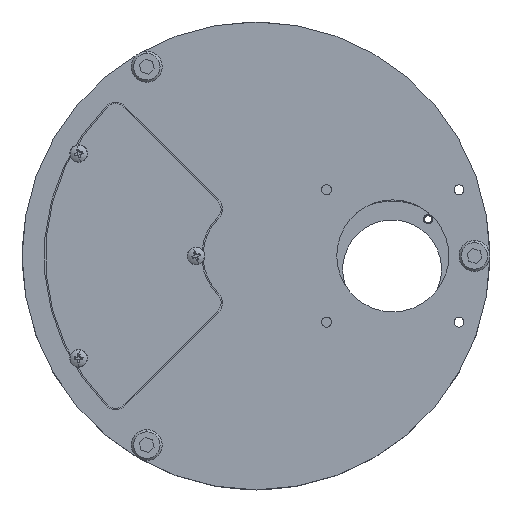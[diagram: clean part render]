
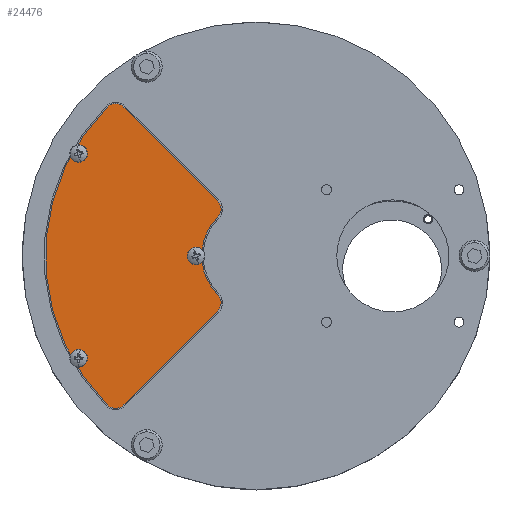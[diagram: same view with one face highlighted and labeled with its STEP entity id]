
A CAD part, top view. The second image highlights one B-rep face of the part: STEP entity #24476.
In plain terms, the highlighted planar face has unit normal (0, 0, 1).
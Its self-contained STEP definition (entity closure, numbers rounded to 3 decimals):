
#14448 = DIRECTION ( 'NONE',  ( 0., -1., 0. ) ) ;
#14449 = DIRECTION ( 'NONE',  ( 0., 0., 1. ) ) ;
#14450 = CARTESIAN_POINT ( 'NONE',  ( -19.355, 43.136, 60.361 ) ) ;
#14451 = AXIS2_PLACEMENT_3D ( 'NONE', #14450, #14449, #14448 ) ;
#14452 = CIRCLE ( 'NONE', #14451, 2.7 ) ;
#14453 = CARTESIAN_POINT ( 'NONE',  ( -17.445, 45.045, 60.361 ) ) ;
#14454 = DIRECTION ( 'NONE',  ( -0.707, 0.707, 0. ) ) ;
#14455 = VECTOR ( 'NONE', #14454, 1000. ) ;
#14456 = CARTESIAN_POINT ( 'NONE',  ( 3.768, 23.832, 60.361 ) ) ;
#14462 = LINE ( 'NONE', #14456, #14455 ) ;
#14479 = CARTESIAN_POINT ( 'NONE',  ( -27.718, 34.516, 60.361 ) ) ;
#14480 = CARTESIAN_POINT ( 'NONE',  ( -27.718, 35.616, 60.361 ) ) ;
#14481 = CARTESIAN_POINT ( 'NONE',  ( -27.718, 33.416, 60.361 ) ) ;
#14482 = DIRECTION ( 'NONE',  ( 0., -1., 0. ) ) ;
#14483 = DIRECTION ( 'NONE',  ( 0., 0., 1. ) ) ;
#14484 = AXIS2_PLACEMENT_3D ( 'NONE', #14491, #14483, #14482 ) ;
#14485 = CIRCLE ( 'NONE', #14484, 1.1 ) ;
#14486 = DIRECTION ( 'NONE',  ( 0., -1., 0. ) ) ;
#14487 = DIRECTION ( 'NONE',  ( 0., 0., 1. ) ) ;
#14488 = CARTESIAN_POINT ( 'NONE',  ( -1.135, 11.316, 60.361 ) ) ;
#14489 = AXIS2_PLACEMENT_3D ( 'NONE', #14488, #14487, #14486 ) ;
#14490 = CIRCLE ( 'NONE', #14489, 1.1 ) ;
#14491 = CARTESIAN_POINT ( 'NONE',  ( -27.718, 34.516, 60.361 ) ) ;
#14492 = CARTESIAN_POINT ( 'NONE',  ( -1.135, 12.416, 60.361 ) ) ;
#14493 = CARTESIAN_POINT ( 'NONE',  ( -1.135, 10.216, 60.361 ) ) ;
#14494 = DIRECTION ( 'NONE',  ( 0., -1., 0. ) ) ;
#14495 = DIRECTION ( 'NONE',  ( 0., 0., 1. ) ) ;
#14496 = CARTESIAN_POINT ( 'NONE',  ( -1.135, 11.316, 60.361 ) ) ;
#14497 = AXIS2_PLACEMENT_3D ( 'NONE', #14496, #14495, #14494 ) ;
#14498 = CIRCLE ( 'NONE', #14497, 1.1 ) ;
#14499 = CARTESIAN_POINT ( 'NONE',  ( -17.445, -22.413, 60.361 ) ) ;
#14500 = DIRECTION ( 'NONE',  ( 0., 1., 0. ) ) ;
#14501 = DIRECTION ( 'NONE',  ( 0., 0., 1. ) ) ;
#14502 = CARTESIAN_POINT ( 'NONE',  ( -19.355, -20.504, 60.361 ) ) ;
#14503 = AXIS2_PLACEMENT_3D ( 'NONE', #14502, #14501, #14500 ) ;
#14504 = CIRCLE ( 'NONE', #14503, 2.7 ) ;
#14505 = CARTESIAN_POINT ( 'NONE',  ( -21.264, -22.413, 60.361 ) ) ;
#14506 = DIRECTION ( 'NONE',  ( 0., -1., 0. ) ) ;
#14507 = DIRECTION ( 'NONE',  ( 0., 0., 1. ) ) ;
#14508 = CARTESIAN_POINT ( 'NONE',  ( 12.465, 11.316, 60.361 ) ) ;
#14509 = AXIS2_PLACEMENT_3D ( 'NONE', #14508, #14507, #14506 ) ;
#14510 = CIRCLE ( 'NONE', #14509, 47.7 ) ;
#14511 = DIRECTION ( 'NONE',  ( 0., 0., 1. ) ) ;
#14512 = AXIS2_PLACEMENT_3D ( 'NONE', #14518, #14511, #14574 ) ;
#14513 = CIRCLE ( 'NONE', #14512, 2.7 ) ;
#14518 = CARTESIAN_POINT ( 'NONE',  ( -19.355, 43.136, 60.361 ) ) ;
#14535 = DIRECTION ( 'NONE',  ( 0., -1., 0. ) ) ;
#14536 = DIRECTION ( 'NONE',  ( 0., 0., 1. ) ) ;
#14537 = AXIS2_PLACEMENT_3D ( 'NONE', #14479, #14536, #14535 ) ;
#14538 = CIRCLE ( 'NONE', #14537, 1.1 ) ;
#14552 = FACE_BOUND ( 'NONE', #24508, .T. ) ;
#14553 = FACE_OUTER_BOUND ( 'NONE', #24460, .T. ) ;
#14554 = FACE_BOUND ( 'NONE', #24453, .T. ) ;
#14555 = FACE_BOUND ( 'NONE', #24477, .T. ) ;
#14572 = CARTESIAN_POINT ( 'NONE',  ( -21.264, 45.045, 60.361 ) ) ;
#14573 = CARTESIAN_POINT ( 'NONE',  ( -19.355, 45.836, 60.361 ) ) ;
#14574 = DIRECTION ( 'NONE',  ( 0., -1., 0. ) ) ;
#14595 = DIRECTION ( 'NONE',  ( 0., 1., 0. ) ) ;
#14596 = DIRECTION ( 'NONE',  ( 0., 0., -1. ) ) ;
#14597 = CARTESIAN_POINT ( 'NONE',  ( 1.859, 21.923, 60.361 ) ) ;
#14598 = AXIS2_PLACEMENT_3D ( 'NONE', #14597, #14596, #14595 ) ;
#14599 = PLANE ( 'NONE',  #14598 ) ;
#14662 = DIRECTION ( 'NONE',  ( 0., 0., -1. ) ) ;
#14663 = CARTESIAN_POINT ( 'NONE',  ( 12.465, 11.316, 60.361 ) ) ;
#14664 = AXIS2_PLACEMENT_3D ( 'NONE', #14663, #14662, #14718 ) ;
#14665 = CIRCLE ( 'NONE', #14664, 12.3 ) ;
#14666 = CARTESIAN_POINT ( 'NONE',  ( 3.768, 2.619, 60.361 ) ) ;
#14667 = DIRECTION ( 'NONE',  ( 0., -1., 0. ) ) ;
#14668 = DIRECTION ( 'NONE',  ( 0., 0., 1. ) ) ;
#14669 = CARTESIAN_POINT ( 'NONE',  ( 1.859, 0.709, 60.361 ) ) ;
#14670 = AXIS2_PLACEMENT_3D ( 'NONE', #14669, #14668, #14667 ) ;
#14671 = CIRCLE ( 'NONE', #14670, 2.7 ) ;
#14672 = CARTESIAN_POINT ( 'NONE',  ( 3.768, -1.2, 60.361 ) ) ;
#14673 = DIRECTION ( 'NONE',  ( 0.707, 0.707, 0. ) ) ;
#14674 = VECTOR ( 'NONE', #14673, 1000. ) ;
#14675 = CARTESIAN_POINT ( 'NONE',  ( -17.445, -22.413, 60.361 ) ) ;
#14676 = LINE ( 'NONE', #14675, #14674 ) ;
#14699 = CARTESIAN_POINT ( 'NONE',  ( 3.768, 23.832, 60.361 ) ) ;
#14700 = CARTESIAN_POINT ( 'NONE',  ( 3.768, 20.014, 60.361 ) ) ;
#14701 = DIRECTION ( 'NONE',  ( 0., 1., 0. ) ) ;
#14702 = DIRECTION ( 'NONE',  ( 0., 0., 1. ) ) ;
#14703 = CARTESIAN_POINT ( 'NONE',  ( 1.859, 21.923, 60.361 ) ) ;
#14704 = AXIS2_PLACEMENT_3D ( 'NONE', #14703, #14702, #14701 ) ;
#14705 = CIRCLE ( 'NONE', #14704, 2.7 ) ;
#14706 = DIRECTION ( 'NONE',  ( 0., -1., 0. ) ) ;
#14707 = DIRECTION ( 'NONE',  ( 0., 0., 1. ) ) ;
#14708 = CARTESIAN_POINT ( 'NONE',  ( -27.718, -11.884, 60.361 ) ) ;
#14709 = AXIS2_PLACEMENT_3D ( 'NONE', #14708, #14707, #14706 ) ;
#14710 = CIRCLE ( 'NONE', #14709, 1.1 ) ;
#14711 = CARTESIAN_POINT ( 'NONE',  ( -27.718, -10.784, 60.361 ) ) ;
#14712 = CARTESIAN_POINT ( 'NONE',  ( -27.718, -12.984, 60.361 ) ) ;
#14713 = DIRECTION ( 'NONE',  ( 0., -1., 0. ) ) ;
#14714 = DIRECTION ( 'NONE',  ( 0., 0., 1. ) ) ;
#14715 = CARTESIAN_POINT ( 'NONE',  ( -27.718, -11.884, 60.361 ) ) ;
#14716 = AXIS2_PLACEMENT_3D ( 'NONE', #14715, #14714, #14713 ) ;
#14717 = CIRCLE ( 'NONE', #14716, 1.1 ) ;
#14718 = DIRECTION ( 'NONE',  ( 0., -1., 0. ) ) ;
#24436 = EDGE_CURVE ( 'NONE', #24518, #24437, #14462, .T. ) ;
#24437 = VERTEX_POINT ( 'NONE', #14453 ) ;
#24438 = ORIENTED_EDGE ( 'NONE', *, *, #24439, .T. ) ;
#24439 = EDGE_CURVE ( 'NONE', #24437, #24466, #14452, .T. ) ;
#24440 = ORIENTED_EDGE ( 'NONE', *, *, #24465, .T. ) ;
#24441 = ORIENTED_EDGE ( 'NONE', *, *, #24442, .T. ) ;
#24442 = EDGE_CURVE ( 'NONE', #24467, #24443, #14510, .T. ) ;
#24443 = VERTEX_POINT ( 'NONE', #14505 ) ;
#24444 = ORIENTED_EDGE ( 'NONE', *, *, #24445, .T. ) ;
#24445 = EDGE_CURVE ( 'NONE', #24443, #24446, #14504, .T. ) ;
#24446 = VERTEX_POINT ( 'NONE', #14499 ) ;
#24447 = ORIENTED_EDGE ( 'NONE', *, *, #24448, .F. ) ;
#24448 = EDGE_CURVE ( 'NONE', #24449, #24450, #14498, .T. ) ;
#24449 = VERTEX_POINT ( 'NONE', #14493 ) ;
#24450 = VERTEX_POINT ( 'NONE', #14492 ) ;
#24451 = ORIENTED_EDGE ( 'NONE', *, *, #24452, .F. ) ;
#24452 = EDGE_CURVE ( 'NONE', #24450, #24449, #14490, .T. ) ;
#24453 = EDGE_LOOP ( 'NONE', ( #24454, #24458 ) ) ;
#24454 = ORIENTED_EDGE ( 'NONE', *, *, #24455, .F. ) ;
#24455 = EDGE_CURVE ( 'NONE', #24456, #24457, #14485, .T. ) ;
#24456 = VERTEX_POINT ( 'NONE', #14481 ) ;
#24457 = VERTEX_POINT ( 'NONE', #14480 ) ;
#24458 = ORIENTED_EDGE ( 'NONE', *, *, #24459, .F. ) ;
#24459 = EDGE_CURVE ( 'NONE', #24457, #24456, #14538, .T. ) ;
#24460 = EDGE_LOOP ( 'NONE', ( #24461, #24519, #24438, #24440, #24441, #24444, #24500, #24503, #24506 ) ) ;
#24461 = ORIENTED_EDGE ( 'NONE', *, *, #24516, .T. ) ;
#24465 = EDGE_CURVE ( 'NONE', #24466, #24467, #14513, .T. ) ;
#24466 = VERTEX_POINT ( 'NONE', #14573 ) ;
#24467 = VERTEX_POINT ( 'NONE', #14572 ) ;
#24476 = ADVANCED_FACE ( 'NONE', ( #14555, #14554, #14553, #14552 ), #14599, .F. ) ;
#24477 = EDGE_LOOP ( 'NONE', ( #24447, #24451 ) ) ;
#24500 = ORIENTED_EDGE ( 'NONE', *, *, #24501, .T. ) ;
#24501 = EDGE_CURVE ( 'NONE', #24446, #24502, #14676, .T. ) ;
#24502 = VERTEX_POINT ( 'NONE', #14672 ) ;
#24503 = ORIENTED_EDGE ( 'NONE', *, *, #24504, .T. ) ;
#24504 = EDGE_CURVE ( 'NONE', #24502, #24505, #14671, .T. ) ;
#24505 = VERTEX_POINT ( 'NONE', #14666 ) ;
#24506 = ORIENTED_EDGE ( 'NONE', *, *, #24507, .T. ) ;
#24507 = EDGE_CURVE ( 'NONE', #24505, #24517, #14665, .T. ) ;
#24508 = EDGE_LOOP ( 'NONE', ( #24509, #24513 ) ) ;
#24509 = ORIENTED_EDGE ( 'NONE', *, *, #24510, .F. ) ;
#24510 = EDGE_CURVE ( 'NONE', #24511, #24512, #14717, .T. ) ;
#24511 = VERTEX_POINT ( 'NONE', #14712 ) ;
#24512 = VERTEX_POINT ( 'NONE', #14711 ) ;
#24513 = ORIENTED_EDGE ( 'NONE', *, *, #24514, .F. ) ;
#24514 = EDGE_CURVE ( 'NONE', #24512, #24511, #14710, .T. ) ;
#24516 = EDGE_CURVE ( 'NONE', #24517, #24518, #14705, .T. ) ;
#24517 = VERTEX_POINT ( 'NONE', #14700 ) ;
#24518 = VERTEX_POINT ( 'NONE', #14699 ) ;
#24519 = ORIENTED_EDGE ( 'NONE', *, *, #24436, .T. ) ;
